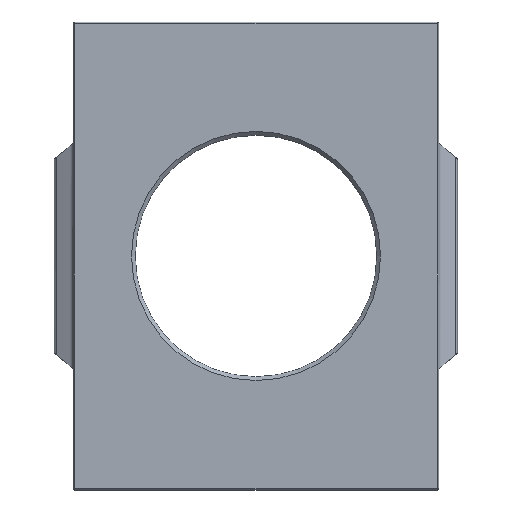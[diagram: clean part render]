
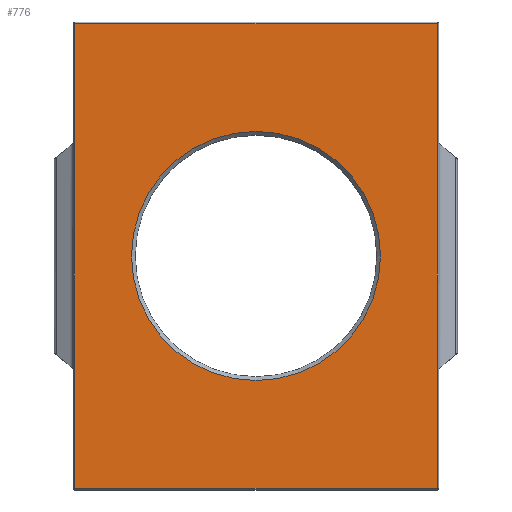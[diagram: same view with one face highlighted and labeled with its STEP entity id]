
A CAD part, top view. The second image highlights one B-rep face of the part: STEP entity #776.
In plain terms, the highlighted planar face has unit normal (0, 0, 1).
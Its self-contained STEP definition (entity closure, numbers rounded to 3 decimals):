
#72=CIRCLE('',#862,16.5);
#204=ORIENTED_EDGE('',*,*,#400,.T.);
#205=ORIENTED_EDGE('',*,*,#396,.T.);
#206=ORIENTED_EDGE('',*,*,#378,.F.);
#207=ORIENTED_EDGE('',*,*,#398,.F.);
#208=ORIENTED_EDGE('',*,*,#372,.T.);
#372=EDGE_CURVE('',#469,#468,#543,.T.);
#378=EDGE_CURVE('',#474,#475,#545,.T.);
#396=EDGE_CURVE('',#468,#475,#557,.T.);
#398=EDGE_CURVE('',#469,#474,#558,.T.);
#400=EDGE_CURVE('',#484,#484,#72,.T.);
#468=VERTEX_POINT('',#1261);
#469=VERTEX_POINT('',#1263);
#474=VERTEX_POINT('',#1274);
#475=VERTEX_POINT('',#1276);
#484=VERTEX_POINT('',#1313);
#543=LINE('',#1262,#619);
#545=LINE('',#1275,#621);
#557=LINE('',#1306,#633);
#558=LINE('',#1309,#634);
#619=VECTOR('',#1005,1000.);
#621=VECTOR('',#1017,1000.);
#633=VECTOR('',#1049,1000.);
#634=VECTOR('',#1054,1000.);
#663=EDGE_LOOP('',(#204));
#664=EDGE_LOOP('',(#205,#206,#207,#208));
#709=FACE_BOUND('',#663,.T.);
#710=FACE_BOUND('',#664,.T.);
#746=PLANE('',#861);
#776=ADVANCED_FACE('',(#709,#710),#746,.F.);
#861=AXIS2_PLACEMENT_3D('',#1311,#1057,#1058);
#862=AXIS2_PLACEMENT_3D('',#1312,#1059,#1060);
#1005=DIRECTION('',(-1.,0.,0.));
#1017=DIRECTION('',(-1.,0.,0.));
#1049=DIRECTION('',(0.,-1.,0.));
#1054=DIRECTION('',(0.,-1.,0.));
#1057=DIRECTION('',(0.,0.,-1.));
#1058=DIRECTION('',(-1.,0.,0.));
#1059=DIRECTION('',(0.,0.,-1.));
#1060=DIRECTION('',(-1.,0.,0.));
#1261=CARTESIAN_POINT('',(-24.,30.8,0.));
#1262=CARTESIAN_POINT('',(24.2,30.8,0.));
#1263=CARTESIAN_POINT('',(24.,30.8,0.));
#1274=CARTESIAN_POINT('',(24.,-30.8,0.));
#1275=CARTESIAN_POINT('',(24.2,-30.8,0.));
#1276=CARTESIAN_POINT('',(-24.,-30.8,0.));
#1306=CARTESIAN_POINT('',(-24.,31.,0.));
#1309=CARTESIAN_POINT('',(24.,31.,0.));
#1311=CARTESIAN_POINT('',(24.2,30.8,0.));
#1312=CARTESIAN_POINT('',(0.,0.,0.));
#1313=CARTESIAN_POINT('',(-16.5,0.,0.));
